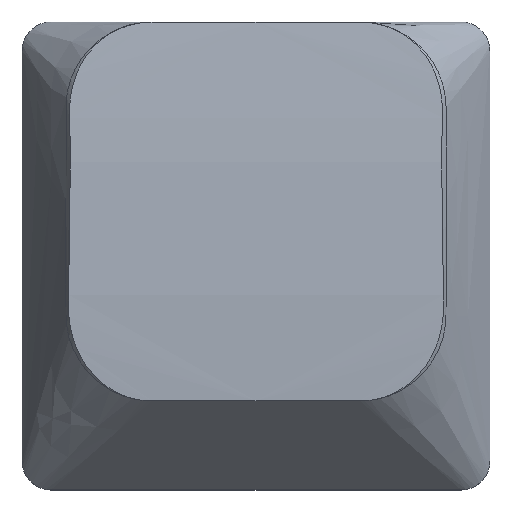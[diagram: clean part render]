
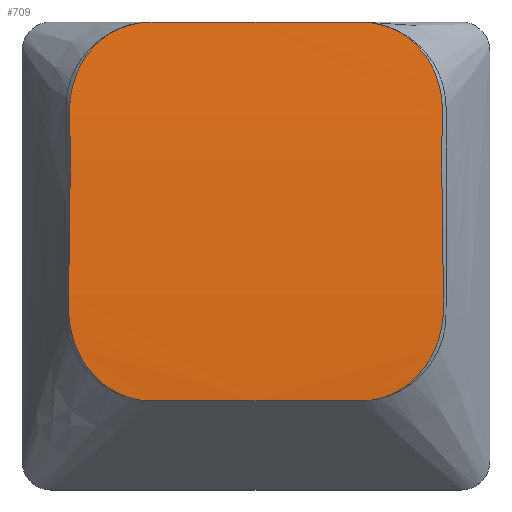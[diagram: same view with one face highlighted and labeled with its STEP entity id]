
A CAD part, top view. The second image highlights one B-rep face of the part: STEP entity #709.
In plain terms, the highlighted cylindrical face has radius 75 mm (diameter 150 mm), a partial arc.
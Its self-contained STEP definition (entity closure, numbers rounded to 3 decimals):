
#22=B_SPLINE_CURVE_WITH_KNOTS('',3,(#1452,#1453,#1454,#1455),
 .UNSPECIFIED.,.F.,.F.,(4,4),(-0.424,-0.05),
 .UNSPECIFIED.);
#23=B_SPLINE_CURVE_WITH_KNOTS('',3,(#1457,#1458,#1459,#1460,#1461,#1462,
#1463,#1464,#1465,#1466),.UNSPECIFIED.,.F.,.F.,(4,3,3,4),(-0.424,
-0.33,-0.237,-0.05),
 .UNSPECIFIED.);
#26=B_SPLINE_CURVE_WITH_KNOTS('',3,(#1508,#1509,#1510,#1511),
 .UNSPECIFIED.,.F.,.F.,(4,4),(-0.362,0.),.UNSPECIFIED.);
#27=B_SPLINE_CURVE_WITH_KNOTS('',3,(#1512,#1513,#1514,#1515),
 .UNSPECIFIED.,.F.,.F.,(4,4),(-0.362,0.),.UNSPECIFIED.);
#28=B_SPLINE_CURVE_WITH_KNOTS('',3,(#1674,#1675,#1676,#1677,#1678,#1679,
#1680,#1681,#1682,#1683,#1684,#1685,#1686,#1687,#1688,#1689,#1690,#1691,
#1692,#1693,#1694,#1695,#1696,#1697,#1698,#1699,#1700,#1701,#1702,#1703),
 .UNSPECIFIED.,.F.,.F.,(4,2,2,2,2,2,2,2,2,2,2,2,2,2,4),(-0.91,
-0.901,-0.864,-0.811,-0.752,
-0.698,-0.627,-0.537,-0.496,
-0.476,-0.446,-0.42,-0.4,
-0.384,-0.362),.UNSPECIFIED.);
#29=B_SPLINE_CURVE_WITH_KNOTS('',3,(#1705,#1706,#1707,#1708,#1709,#1710,
#1711,#1712,#1713,#1714,#1715,#1716,#1717,#1718,#1719,#1720,#1721,#1722,
#1723,#1724,#1725,#1726,#1727,#1728,#1729,#1730,#1731,#1732,#1733,#1734),
 .UNSPECIFIED.,.F.,.F.,(4,2,2,2,2,2,2,2,2,2,2,2,2,2,4),(-0.91,
-0.901,-0.864,-0.811,-0.752,
-0.698,-0.627,-0.537,-0.496,
-0.476,-0.446,-0.42,-0.4,
-0.384,-0.362),.UNSPECIFIED.);
#60=CYLINDRICAL_SURFACE('',#776,75.);
#97=FACE_OUTER_BOUND('',#138,.T.);
#138=EDGE_LOOP('',(#640,#641,#642,#643,#644,#645));
#319=VERTEX_POINT('',#1412);
#321=VERTEX_POINT('',#1434);
#322=VERTEX_POINT('',#1451);
#323=VERTEX_POINT('',#1456);
#325=VERTEX_POINT('',#1484);
#326=VERTEX_POINT('',#1507);
#402=EDGE_CURVE('',#321,#322,#22,.T.);
#403=EDGE_CURVE('',#323,#322,#23,.T.);
#406=EDGE_CURVE('',#325,#326,#26,.T.);
#407=EDGE_CURVE('',#319,#326,#27,.T.);
#447=EDGE_CURVE('',#323,#325,#28,.T.);
#448=EDGE_CURVE('',#321,#319,#29,.T.);
#640=ORIENTED_EDGE('',*,*,#402,.F.);
#641=ORIENTED_EDGE('',*,*,#448,.T.);
#642=ORIENTED_EDGE('',*,*,#407,.T.);
#643=ORIENTED_EDGE('',*,*,#406,.F.);
#644=ORIENTED_EDGE('',*,*,#447,.F.);
#645=ORIENTED_EDGE('',*,*,#403,.T.);
#709=ADVANCED_FACE('',(#97),#60,.T.);
#776=AXIS2_PLACEMENT_3D('',#1704,#952,#953);
#952=DIRECTION('center_axis',(1.,0.,0.));
#953=DIRECTION('ref_axis',(0.,0.162,0.987));
#1412=CARTESIAN_POINT('',(3.621,8.15,3.382));
#1434=CARTESIAN_POINT('',(3.621,-5.055,4.366));
#1451=CARTESIAN_POINT('',(0.,-5.055,4.366));
#1452=CARTESIAN_POINT('Ctrl Pts',(3.621,-5.053,4.366));
#1453=CARTESIAN_POINT('Ctrl Pts',(2.414,-5.056,4.366));
#1454=CARTESIAN_POINT('Ctrl Pts',(1.207,-5.056,4.366));
#1455=CARTESIAN_POINT('Ctrl Pts',(0.,-5.056,
4.366));
#1456=CARTESIAN_POINT('',(-3.621,-5.055,4.366));
#1457=CARTESIAN_POINT('Ctrl Pts',(-3.621,-5.053,4.366));
#1458=CARTESIAN_POINT('Ctrl Pts',(-3.32,-5.054,4.366));
#1459=CARTESIAN_POINT('Ctrl Pts',(-3.018,-5.055,4.366));
#1460=CARTESIAN_POINT('Ctrl Pts',(-2.716,-5.055,4.366));
#1461=CARTESIAN_POINT('Ctrl Pts',(-2.414,-5.055,4.366));
#1462=CARTESIAN_POINT('Ctrl Pts',(-2.112,-5.055,4.366));
#1463=CARTESIAN_POINT('Ctrl Pts',(-1.811,-5.055,4.366));
#1464=CARTESIAN_POINT('Ctrl Pts',(-1.207,-5.055,4.366));
#1465=CARTESIAN_POINT('Ctrl Pts',(-0.604,-5.055,
4.366));
#1466=CARTESIAN_POINT('Ctrl Pts',(0.,-5.056,
4.366));
#1484=CARTESIAN_POINT('',(-3.621,8.15,3.382));
#1507=CARTESIAN_POINT('',(0.,8.15,3.382));
#1508=CARTESIAN_POINT('Ctrl Pts',(-3.622,8.148,3.382));
#1509=CARTESIAN_POINT('Ctrl Pts',(-2.416,8.152,3.382));
#1510=CARTESIAN_POINT('Ctrl Pts',(-1.207,8.15,3.382));
#1511=CARTESIAN_POINT('Ctrl Pts',(0.,8.15,
3.382));
#1512=CARTESIAN_POINT('Ctrl Pts',(3.621,8.15,3.382));
#1513=CARTESIAN_POINT('Ctrl Pts',(2.414,8.15,3.382));
#1514=CARTESIAN_POINT('Ctrl Pts',(1.208,8.149,3.382));
#1515=CARTESIAN_POINT('Ctrl Pts',(0.,8.15,
3.382));
#1674=CARTESIAN_POINT('Ctrl Pts',(-3.621,-5.055,4.366));
#1675=CARTESIAN_POINT('Ctrl Pts',(-3.669,-5.055,4.366));
#1676=CARTESIAN_POINT('Ctrl Pts',(-3.72,-5.054,4.366));
#1677=CARTESIAN_POINT('Ctrl Pts',(-4.039,-5.036,4.367));
#1678=CARTESIAN_POINT('Ctrl Pts',(-4.291,-4.985,4.367));
#1679=CARTESIAN_POINT('Ctrl Pts',(-4.878,-4.776,4.37));
#1680=CARTESIAN_POINT('Ctrl Pts',(-5.192,-4.584,4.372));
#1681=CARTESIAN_POINT('Ctrl Pts',(-5.769,-4.061,4.374));
#1682=CARTESIAN_POINT('Ctrl Pts',(-6.014,-3.722,4.374));
#1683=CARTESIAN_POINT('Ctrl Pts',(-6.353,-3.006,4.368));
#1684=CARTESIAN_POINT('Ctrl Pts',(-6.458,-2.635,4.362));
#1685=CARTESIAN_POINT('Ctrl Pts',(-6.562,-1.77,4.342));
#1686=CARTESIAN_POINT('Ctrl Pts',(-6.518,-1.289,4.33));
#1687=CARTESIAN_POINT('Ctrl Pts',(-6.484,0.842,4.226));
#1688=CARTESIAN_POINT('Ctrl Pts',(-6.466,2.043,4.139));
#1689=CARTESIAN_POINT('Ctrl Pts',(-6.47,3.743,3.974));
#1690=CARTESIAN_POINT('Ctrl Pts',(-6.476,4.269,3.918));
#1691=CARTESIAN_POINT('Ctrl Pts',(-6.494,5.05,3.825));
#1692=CARTESIAN_POINT('Ctrl Pts',(-6.5,5.239,3.802));
#1693=CARTESIAN_POINT('Ctrl Pts',(-6.422,5.895,3.718));
#1694=CARTESIAN_POINT('Ctrl Pts',(-6.302,6.29,3.665));
#1695=CARTESIAN_POINT('Ctrl Pts',(-5.948,6.951,3.57));
#1696=CARTESIAN_POINT('Ctrl Pts',(-5.737,7.224,3.529));
#1697=CARTESIAN_POINT('Ctrl Pts',(-5.284,7.628,3.466));
#1698=CARTESIAN_POINT('Ctrl Pts',(-5.063,7.774,3.443));
#1699=CARTESIAN_POINT('Ctrl Pts',(-4.625,7.98,3.41));
#1700=CARTESIAN_POINT('Ctrl Pts',(-4.416,8.048,3.399));
#1701=CARTESIAN_POINT('Ctrl Pts',(-3.917,8.15,3.382));
#1702=CARTESIAN_POINT('Ctrl Pts',(-3.693,8.15,3.382));
#1703=CARTESIAN_POINT('Ctrl Pts',(-3.621,8.15,3.382));
#1704=CARTESIAN_POINT('Origin',(0.,-4.005,-70.626));
#1705=CARTESIAN_POINT('Ctrl Pts',(3.621,-5.055,4.366));
#1706=CARTESIAN_POINT('Ctrl Pts',(3.669,-5.055,4.366));
#1707=CARTESIAN_POINT('Ctrl Pts',(3.72,-5.054,4.366));
#1708=CARTESIAN_POINT('Ctrl Pts',(4.039,-5.036,4.367));
#1709=CARTESIAN_POINT('Ctrl Pts',(4.291,-4.985,4.367));
#1710=CARTESIAN_POINT('Ctrl Pts',(4.878,-4.776,4.37));
#1711=CARTESIAN_POINT('Ctrl Pts',(5.192,-4.584,4.372));
#1712=CARTESIAN_POINT('Ctrl Pts',(5.769,-4.061,4.374));
#1713=CARTESIAN_POINT('Ctrl Pts',(6.014,-3.722,4.374));
#1714=CARTESIAN_POINT('Ctrl Pts',(6.353,-3.006,4.368));
#1715=CARTESIAN_POINT('Ctrl Pts',(6.458,-2.635,4.362));
#1716=CARTESIAN_POINT('Ctrl Pts',(6.562,-1.77,4.342));
#1717=CARTESIAN_POINT('Ctrl Pts',(6.518,-1.289,4.33));
#1718=CARTESIAN_POINT('Ctrl Pts',(6.484,0.842,4.226));
#1719=CARTESIAN_POINT('Ctrl Pts',(6.466,2.043,4.139));
#1720=CARTESIAN_POINT('Ctrl Pts',(6.47,3.743,3.974));
#1721=CARTESIAN_POINT('Ctrl Pts',(6.476,4.269,3.918));
#1722=CARTESIAN_POINT('Ctrl Pts',(6.494,5.05,3.825));
#1723=CARTESIAN_POINT('Ctrl Pts',(6.5,5.239,3.802));
#1724=CARTESIAN_POINT('Ctrl Pts',(6.422,5.895,3.718));
#1725=CARTESIAN_POINT('Ctrl Pts',(6.302,6.29,3.665));
#1726=CARTESIAN_POINT('Ctrl Pts',(5.948,6.951,3.57));
#1727=CARTESIAN_POINT('Ctrl Pts',(5.737,7.224,3.529));
#1728=CARTESIAN_POINT('Ctrl Pts',(5.284,7.628,3.466));
#1729=CARTESIAN_POINT('Ctrl Pts',(5.063,7.774,3.443));
#1730=CARTESIAN_POINT('Ctrl Pts',(4.625,7.98,3.41));
#1731=CARTESIAN_POINT('Ctrl Pts',(4.416,8.048,3.399));
#1732=CARTESIAN_POINT('Ctrl Pts',(3.917,8.15,3.382));
#1733=CARTESIAN_POINT('Ctrl Pts',(3.693,8.15,3.382));
#1734=CARTESIAN_POINT('Ctrl Pts',(3.621,8.15,3.382));
